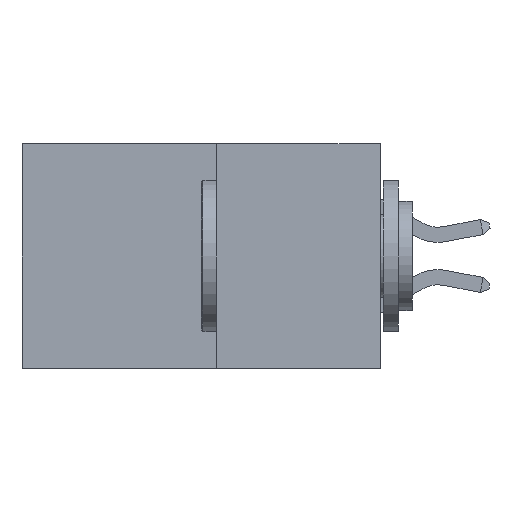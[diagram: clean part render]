
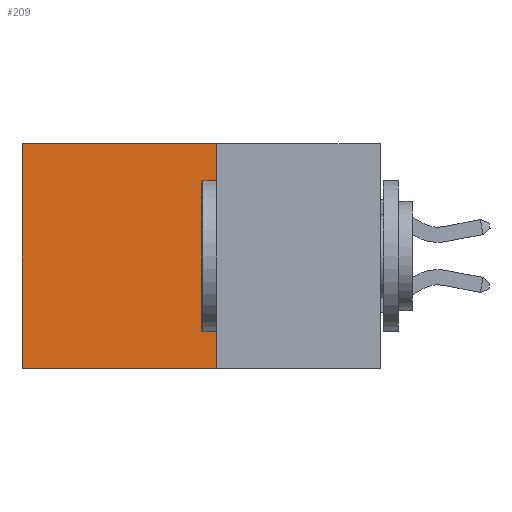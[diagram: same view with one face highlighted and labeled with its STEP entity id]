
A CAD part, left-side view. The second image highlights one B-rep face of the part: STEP entity #209.
In plain terms, the highlighted planar face has unit normal (-1, 0, 0).
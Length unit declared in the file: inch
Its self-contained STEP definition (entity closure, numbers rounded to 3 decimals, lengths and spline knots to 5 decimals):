
#209 = ADVANCED_FACE ( 'NONE', ( #11431 ), #9574, .F. ) ;
#845 = VERTEX_POINT ( 'NONE', #12179 ) ;
#1365 = CARTESIAN_POINT ( 'NONE',  ( 0.277, 0.27, -0.37 ) ) ;
#2173 = VECTOR ( 'NONE', #14415, 39.37008 ) ;
#2479 = CARTESIAN_POINT ( 'NONE',  ( 0.277, 0.27, -0.37 ) ) ;
#2630 = EDGE_CURVE ( 'NONE', #8709, #845, #2911, .T. ) ;
#2911 = LINE ( 'NONE', #16192, #9306 ) ;
#3430 = EDGE_CURVE ( 'NONE', #845, #15435, #16264, .T. ) ;
#3612 = DIRECTION ( 'NONE',  ( 0., 0., -1. ) ) ;
#3723 = DIRECTION ( 'NONE',  ( 1., 0., 0. ) ) ;
#4136 = ORIENTED_EDGE ( 'NONE', *, *, #6211, .F. ) ;
#5743 = CARTESIAN_POINT ( 'NONE',  ( 0.277, 0.27, -0.37 ) ) ;
#5823 = VERTEX_POINT ( 'NONE', #2479 ) ;
#5891 = ORIENTED_EDGE ( 'NONE', *, *, #12220, .F. ) ;
#6211 = EDGE_CURVE ( 'NONE', #5823, #15435, #8266, .T. ) ;
#6213 = LINE ( 'NONE', #13749, #15259 ) ;
#6548 = CARTESIAN_POINT ( 'NONE',  ( 0.277, 0.59, -0.37 ) ) ;
#7528 = DIRECTION ( 'NONE',  ( 0., 0., -1. ) ) ;
#8266 = LINE ( 'NONE', #5743, #2173 ) ;
#8660 = DIRECTION ( 'NONE',  ( 0., 0., -1. ) ) ;
#8709 = VERTEX_POINT ( 'NONE', #15205 ) ;
#8716 = CARTESIAN_POINT ( 'NONE',  ( 0.277, 0.59, -0.37 ) ) ;
#9306 = VECTOR ( 'NONE', #16150, 39.37008 ) ;
#9574 = PLANE ( 'NONE',  #11207 ) ;
#9838 = ORIENTED_EDGE ( 'NONE', *, *, #2630, .T. ) ;
#11207 = AXIS2_PLACEMENT_3D ( 'NONE', #1365, #3723, #3612 ) ;
#11431 = FACE_OUTER_BOUND ( 'NONE', #16186, .T. ) ;
#12179 = CARTESIAN_POINT ( 'NONE',  ( 0.277, 0.59, 0. ) ) ;
#12220 = EDGE_CURVE ( 'NONE', #8709, #5823, #6213, .T. ) ;
#13136 = VECTOR ( 'NONE', #8660, 39.37008 ) ;
#13749 = CARTESIAN_POINT ( 'NONE',  ( 0.277, 0.27, -0.37 ) ) ;
#13992 = ORIENTED_EDGE ( 'NONE', *, *, #3430, .T. ) ;
#14415 = DIRECTION ( 'NONE',  ( 0., 1., 0. ) ) ;
#15205 = CARTESIAN_POINT ( 'NONE',  ( 0.277, 0.27, 0. ) ) ;
#15259 = VECTOR ( 'NONE', #7528, 39.37008 ) ;
#15435 = VERTEX_POINT ( 'NONE', #6548 ) ;
#16150 = DIRECTION ( 'NONE',  ( 0., 1., 0. ) ) ;
#16186 = EDGE_LOOP ( 'NONE', ( #13992, #4136, #5891, #9838 ) ) ;
#16192 = CARTESIAN_POINT ( 'NONE',  ( 0.277, 0.27, 0. ) ) ;
#16264 = LINE ( 'NONE', #8716, #13136 ) ;
